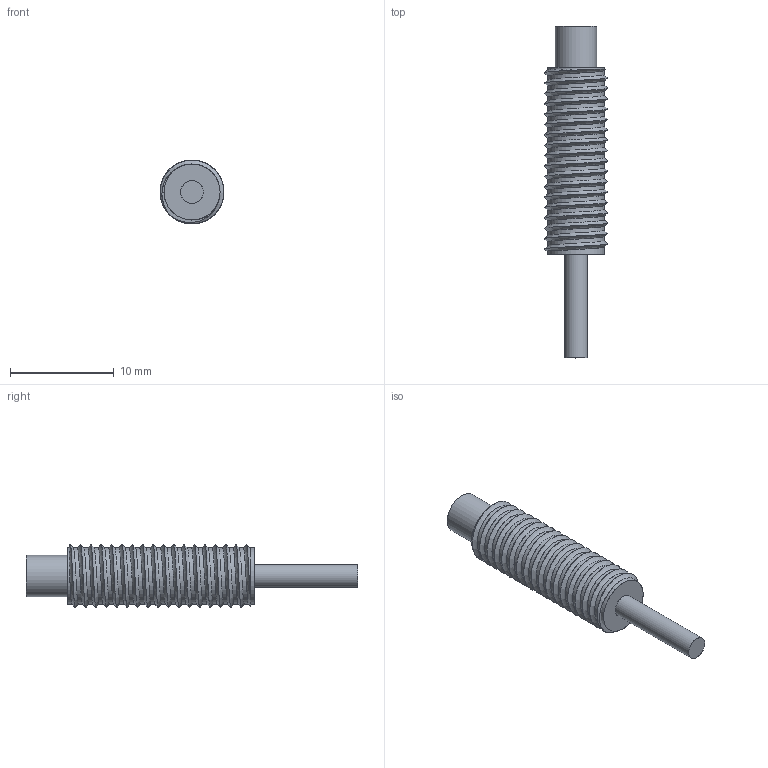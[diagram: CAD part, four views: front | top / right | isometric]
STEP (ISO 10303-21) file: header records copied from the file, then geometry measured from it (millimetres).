
FILE_DESCRIPTION(/* description */ (''),/* implementation_level */ '2;1');
FILE_NAME(/* name */ 'FM6-C14P-P1.stp',/* time_stamp */ '2022-11-01T14:28:09+08:00',/* author */ (''),/* organization */ (''),/* preprocessor_version */ 'ST-DEVELOPER v16',/* originating_system */ 'SIEMENS PLM Software NX 10.0',/* authorisation */ '');
FILE_SCHEMA (('AP203_CONFIGURATION_CONTROLLED_3D_DESIGN_OF_MECHANICAL_PARTS_AND_ASSEMBLIES_MIM_LF { 1 0 10303 403 2 1 2}'));
Length unit declared in the file: millimetre
Products named in the file (1): Admi1C28AAA3ncw1
Bounding box: 6.15 x 32 x 6.15 mm (x, y, z)
Surface area: 1083.1 mm2 (no closed solid volume)
Topology: 0 solids, 16 shells, 16 faces, 45 edges, 42 vertices
Faces by surface type: plane 9, bspline 4, cylinder 3
Full cylindrical faces by diameter (mm): 2.2 x1, 4 x1, 5.4 x1
Entity records: 8129 total; most frequent: CARTESIAN_POINT 7704, ORIENTED_EDGE 42, VERTEX_POINT 42, EDGE_CURVE 42, DIRECTION 40, B_SPLINE_CURVE_WITH_KNOTS 34, EDGE_LOOP 19, AXIS2_PLACEMENT_3D 19
